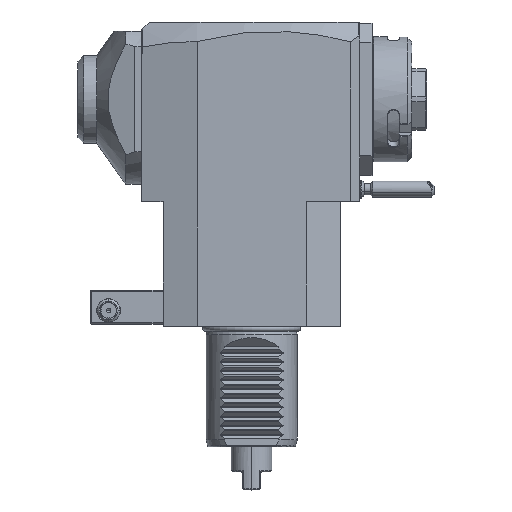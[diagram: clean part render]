
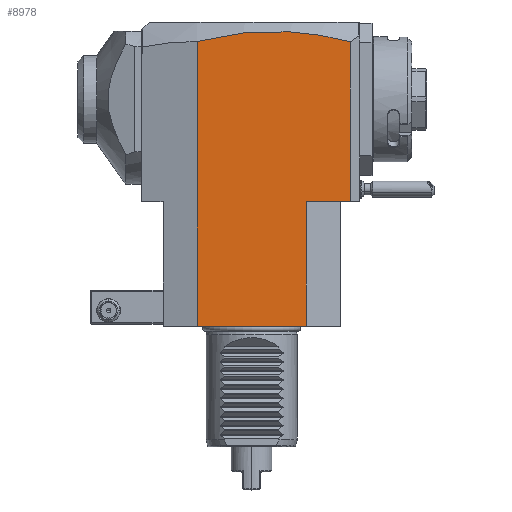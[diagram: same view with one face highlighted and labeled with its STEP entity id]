
A CAD part, top view. The second image highlights one B-rep face of the part: STEP entity #8978.
In plain terms, the highlighted planar face has unit normal (0, 0, 1).
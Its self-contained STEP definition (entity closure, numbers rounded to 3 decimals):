
#17=DIRECTION('',(-1.,0.,0.));
#18=VECTOR('',#17,48.);
#19=CARTESIAN_POINT('',(24.,0.,37.5));
#20=LINE('',#19,#18);
#81=DIRECTION('',(0.,-1.,0.));
#82=VECTOR('',#81,70.258);
#83=CARTESIAN_POINT('',(43.5,125.258,37.5));
#84=LINE('',#83,#82);
#85=DIRECTION('',(-1.,0.,0.));
#86=VECTOR('',#85,19.5);
#87=CARTESIAN_POINT('',(43.5,55.,37.5));
#88=LINE('',#87,#86);
#89=CARTESIAN_POINT('',(-24.,125.435,37.5));
#90=CARTESIAN_POINT('',(-18.371,126.939,37.5));
#91=CARTESIAN_POINT('',(-7.115,129.162,37.5));
#92=CARTESIAN_POINT('',(9.762,130.233,37.5));
#93=CARTESIAN_POINT('',(26.635,129.072,37.5));
#94=CARTESIAN_POINT('',(37.879,126.791,37.5));
#95=CARTESIAN_POINT('',(43.5,125.258,37.5));
#2323=DIRECTION('',(0.,-1.,0.));
#2324=VECTOR('',#2323,125.435);
#2325=CARTESIAN_POINT('',(-24.,125.435,37.5));
#2326=LINE('',#2325,#2324);
#5215=DIRECTION('',(0.,1.,0.));
#5216=VECTOR('',#5215,55.);
#5217=CARTESIAN_POINT('',(24.,0.,37.5));
#5218=LINE('',#5217,#5216);
#8345=VERTEX_POINT('',#89);
#8346=VERTEX_POINT('',#95);
#8670=CARTESIAN_POINT('',(43.5,55.,37.5));
#8671=VERTEX_POINT('',#8670);
#8707=CARTESIAN_POINT('',(24.,0.,37.5));
#8708=VERTEX_POINT('',#8707);
#8709=CARTESIAN_POINT('',(-24.,0.,37.5));
#8710=VERTEX_POINT('',#8709);
#8873=CARTESIAN_POINT('',(24.,55.,37.5));
#8874=VERTEX_POINT('',#8873);
#8961=CARTESIAN_POINT('',(-39.202,55.,37.5));
#8962=DIRECTION('',(0.,0.,1.));
#8963=DIRECTION('',(1.,0.,0.));
#8964=AXIS2_PLACEMENT_3D('',#8961,#8962,#8963);
#8965=PLANE('',#8964);
#8967=ORIENTED_EDGE('',*,*,#8966,.T.);
#8968=ORIENTED_EDGE('',*,*,#8943,.T.);
#8970=ORIENTED_EDGE('',*,*,#8969,.F.);
#8971=ORIENTED_EDGE('',*,*,#8890,.T.);
#8973=ORIENTED_EDGE('',*,*,#8972,.F.);
#8975=ORIENTED_EDGE('',*,*,#8974,.T.);
#8976=EDGE_LOOP('',(#8967,#8968,#8970,#8971,#8973,#8975));
#8977=FACE_OUTER_BOUND('',#8976,.F.);
#96=B_SPLINE_CURVE_WITH_KNOTS('',3,(#89,#90,#91,#92,#93,#94,#95),.UNSPECIFIED.,
.F.,.F.,(4,1,1,1,4),(0.,0.25,0.5,0.75,1.),.UNSPECIFIED.);
#8890=EDGE_CURVE('',#8708,#8710,#20,.T.);
#8943=EDGE_CURVE('',#8671,#8874,#88,.T.);
#8966=EDGE_CURVE('',#8346,#8671,#84,.T.);
#8969=EDGE_CURVE('',#8708,#8874,#5218,.T.);
#8972=EDGE_CURVE('',#8345,#8710,#2326,.T.);
#8974=EDGE_CURVE('',#8345,#8346,#96,.T.);
#8978=ADVANCED_FACE('',(#8977),#8965,.T.);
